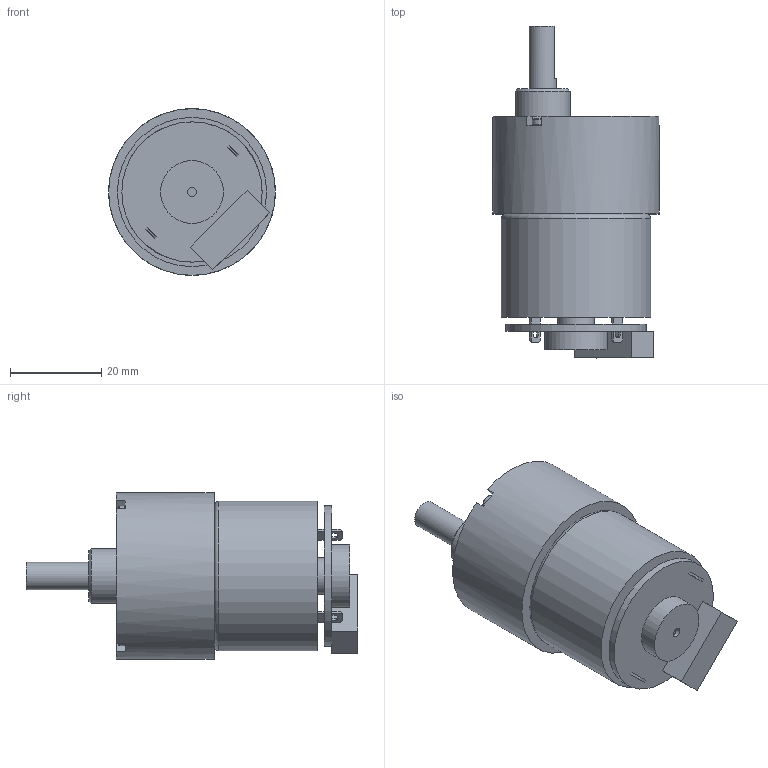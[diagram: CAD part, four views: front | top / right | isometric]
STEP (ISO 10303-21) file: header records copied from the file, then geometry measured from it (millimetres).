
FILE_DESCRIPTION( ('This file contains a STEP AP42 implementation' ,'as created by ZW3D STEP Interface translator.') ,'2;1' );
FILE_NAME( '电机_MG513P30（P20）-12V（霍尔）.stp' ,'22 518. 92521', (''), ('ZWCAD Software Co.'), 'Version 1.0', 'ZW3D to STEP translator', '' );
FILE_SCHEMA(('AUTOMOTIVE_DESIGN { 1 0 10303 214 1 1 1 1 }'));
Length unit declared in the file: millimetre
Products named in the file (2): 0; 电机_MG513P30（P20）-12V（霍尔）
Bounding box: 36.6 x 72.9 x 36.6 mm (x, y, z)
Volume: 44865.5 mm3; surface area: 10290.7 mm2
Topology: 1 solids, 1 shells, 155 faces, 382 edges, 248 vertices
Faces by surface type: plane 108, cylinder 37, torus 7, bspline 2, cone 1
Full cylindrical faces by diameter (mm): 2 x1, 2.5 x6, 3.4 x3, 6 x1, 8.12 x1, 8.52 x1, 12 x1, 13.8 x1, 30.8 x1, 32.8 x1, 36.6 x1
Entity records: 5420 total; most frequent: CARTESIAN_POINT 1432, DIRECTION 789, ORIENTED_EDGE 764, EDGE_CURVE 382, VECTOR 275, LINE 275, AXIS2_PLACEMENT_3D 257, VERTEX_POINT 248
